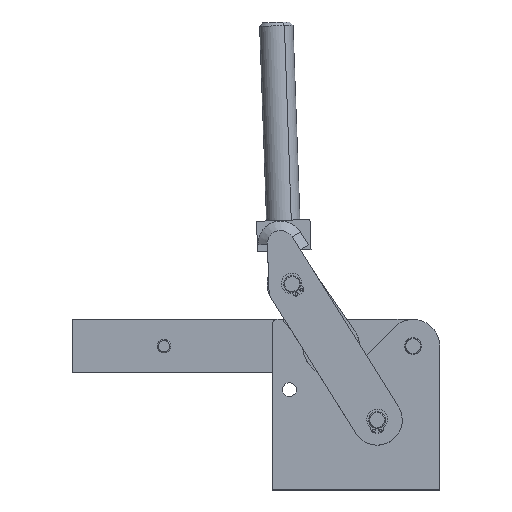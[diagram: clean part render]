
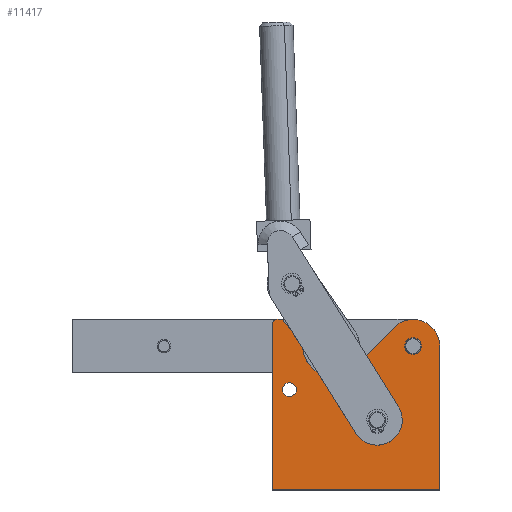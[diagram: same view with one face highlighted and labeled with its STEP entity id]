
A CAD part, top view. The second image highlights one B-rep face of the part: STEP entity #11417.
In plain terms, the highlighted planar face has unit normal (0, 0, 1).
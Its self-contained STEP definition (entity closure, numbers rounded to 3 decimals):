
#49=CARTESIAN_POINT('',(-46.127,-10.497,10.0));
#50=VERTEX_POINT('',#49);
#59=CARTESIAN_POINT('',(-37.727,-10.497,10.0));
#60=VERTEX_POINT('',#59);
#61=CARTESIAN_POINT('',(-41.927,-10.497,10.0));
#62=DIRECTION('',(0.0,0.0,-1.0));
#63=DIRECTION('',(-1.0,0.0,0.0));
#64=AXIS2_PLACEMENT_3D('',#61,#62,#63);
#65=CIRCLE('',#64,4.2);
#66=EDGE_CURVE('',#60,#50,#65,.T.);
#135=CARTESIAN_POINT('',(-51.194,30.77,10.0));
#136=VERTEX_POINT('',#135);
#152=CARTESIAN_POINT('',(-51.927,29.003,10.0));
#153=VERTEX_POINT('',#152);
#160=CARTESIAN_POINT('',(-49.427,29.003,10.0));
#161=DIRECTION('',(0.0,0.0,-1.));
#162=DIRECTION('',(-0.707,0.707,0.0));
#163=AXIS2_PLACEMENT_3D('',#160,#161,#162);
#164=CIRCLE('',#163,2.5);
#165=EDGE_CURVE('',#153,#136,#164,.T.);
#177=CARTESIAN_POINT('',(-46.058,31.24,10.0));
#178=VERTEX_POINT('',#177);
#194=CARTESIAN_POINT('',(-47.173,31.503,10.0));
#195=VERTEX_POINT('',#194);
#202=CARTESIAN_POINT('',(-47.173,29.003,10.0));
#203=DIRECTION('',(0.0,0.0,-1.));
#204=DIRECTION('',(0.446,0.895,0.0));
#205=AXIS2_PLACEMENT_3D('',#202,#203,#204);
#206=CIRCLE('',#205,2.5);
#207=EDGE_CURVE('',#195,#178,#206,.T.);
#895=CARTESIAN_POINT('',(27.073,15.503,10.0));
#896=VERTEX_POINT('',#895);
#905=CARTESIAN_POINT('',(37.073,15.503,10.0));
#906=VERTEX_POINT('',#905);
#907=CARTESIAN_POINT('',(32.073,15.503,10.0));
#908=DIRECTION('',(0.0,0.0,-1.0));
#909=DIRECTION('',(-1.0,0.0,0.0));
#910=AXIS2_PLACEMENT_3D('',#907,#908,#909);
#911=CIRCLE('',#910,5.0);
#912=EDGE_CURVE('',#906,#896,#911,.T.);
#8815=CARTESIAN_POINT('',(32.073,15.503,10.0));
#8816=DIRECTION('',(0.0,0.0,-1.0));
#8817=DIRECTION('',(-1.0,0.0,0.0));
#8818=AXIS2_PLACEMENT_3D('',#8815,#8816,#8817);
#8819=CIRCLE('',#8818,5.0);
#8820=EDGE_CURVE('',#896,#906,#8819,.T.);
#9642=CARTESIAN_POINT('',(3.994,10.051,10.));
#9643=VERTEX_POINT('',#9642);
#9658=CARTESIAN_POINT('',(-25.075,-0.048,10.));
#9659=VERTEX_POINT('',#9658);
#9667=CARTESIAN_POINT('',(-33.959,14.153,10.));
#9668=VERTEX_POINT('',#9667);
#9684=CARTESIAN_POINT('',(-39.37,22.802,10.));
#9685=VERTEX_POINT('',#9684);
#10637=CARTESIAN_POINT('',(-49.427,31.503,10.0));
#10638=VERTEX_POINT('',#10637);
#10645=CARTESIAN_POINT('',(-49.427,31.503,10.0));
#10646=DIRECTION('',(1.0,0.0,0.0));
#10647=VECTOR('',#10646,2.254);
#10648=LINE('',#10645,#10647);
#10649=EDGE_CURVE('',#10638,#195,#10648,.T.);
#10888=CARTESIAN_POINT('',(20.76,26.816,10.0));
#10889=VERTEX_POINT('',#10888);
#10896=CARTESIAN_POINT('',(48.073,15.503,10.0));
#10897=VERTEX_POINT('',#10896);
#10898=CARTESIAN_POINT('',(32.073,15.503,10.0));
#10899=DIRECTION('',(0.0,0.0,-1.0));
#10900=DIRECTION('',(1.0,0.0,0.0));
#10901=AXIS2_PLACEMENT_3D('',#10898,#10899,#10900);
#10902=CIRCLE('',#10901,16.0);
#10903=EDGE_CURVE('',#10889,#10897,#10902,.T.);
#10937=CARTESIAN_POINT('',(48.073,-70.497,10.0));
#10938=VERTEX_POINT('',#10937);
#10939=CARTESIAN_POINT('',(48.073,15.503,10.0));
#10940=DIRECTION('',(0.0,-1.0,0.0));
#10941=VECTOR('',#10940,86.);
#10942=LINE('',#10939,#10941);
#10943=EDGE_CURVE('',#10897,#10938,#10942,.T.);
#11221=CARTESIAN_POINT('',(-33.959,14.153,10.));
#11222=DIRECTION('',(-0.53,0.848,0.));
#11223=VECTOR('',#11222,10.202);
#11224=LINE('',#11221,#11223);
#11225=EDGE_CURVE('',#9668,#9685,#11224,.T.);
#11228=CARTESIAN_POINT('',(-2.143,-36.703,10.));
#11229=VERTEX_POINT('',#11228);
#11230=CARTESIAN_POINT('',(-2.143,-36.703,10.));
#11231=DIRECTION('',(-0.53,0.848,0.));
#11232=VECTOR('',#11231,43.237);
#11233=LINE('',#11230,#11232);
#11234=EDGE_CURVE('',#11229,#9659,#11233,.T.);
#11268=CARTESIAN_POINT('',(23.29,-20.792,10.));
#11269=VERTEX_POINT('',#11268);
#11276=CARTESIAN_POINT('',(3.994,10.051,10.));
#11277=DIRECTION('',(0.53,-0.848,0.));
#11278=VECTOR('',#11277,36.381);
#11279=LINE('',#11276,#11278);
#11280=EDGE_CURVE('',#9643,#11269,#11279,.T.);
#11302=CARTESIAN_POINT('',(10.573,-28.747,10.));
#11303=DIRECTION('',(0.,0.,-1.));
#11304=DIRECTION('',(-0.848,-0.53,0.));
#11305=AXIS2_PLACEMENT_3D('',#11302,#11303,#11304);
#11306=CIRCLE('',#11305,15.0);
#11307=EDGE_CURVE('',#11269,#11229,#11306,.T.);
#11338=CARTESIAN_POINT('',(-3.888,-21.278,10.0));
#11339=DIRECTION('',(0.0,0.0,1.0));
#11340=DIRECTION('',(1.0,0.0,0.0));
#11341=AXIS2_PLACEMENT_3D('',#11338,#11339,#11340);
#11342=PLANE('',#11341);
#11343=ORIENTED_EDGE('',*,*,#11225,.T.);
#11344=CARTESIAN_POINT('',(-45.177,30.507,10.0));
#11345=VERTEX_POINT('',#11344);
#11346=CARTESIAN_POINT('',(-45.177,30.507,10.0));
#11347=DIRECTION('',(0.602,-0.799,0.));
#11348=VECTOR('',#11347,9.648);
#11349=LINE('',#11346,#11348);
#11350=EDGE_CURVE('',#11345,#9685,#11349,.T.);
#11351=ORIENTED_EDGE('',*,*,#11350,.F.);
#11352=CARTESIAN_POINT('',(-47.173,29.003,10.0));
#11353=DIRECTION('',(0.0,0.0,-1.));
#11354=DIRECTION('',(0.446,0.895,0.0));
#11355=AXIS2_PLACEMENT_3D('',#11352,#11353,#11354);
#11356=CIRCLE('',#11355,2.5);
#11357=EDGE_CURVE('',#178,#11345,#11356,.T.);
#11358=ORIENTED_EDGE('',*,*,#11357,.F.);
#11359=ORIENTED_EDGE('',*,*,#207,.F.);
#11360=ORIENTED_EDGE('',*,*,#10649,.F.);
#11361=CARTESIAN_POINT('',(-49.427,29.003,10.0));
#11362=DIRECTION('',(0.0,0.0,-1.));
#11363=DIRECTION('',(-0.707,0.707,0.0));
#11364=AXIS2_PLACEMENT_3D('',#11361,#11362,#11363);
#11365=CIRCLE('',#11364,2.5);
#11366=EDGE_CURVE('',#136,#10638,#11365,.T.);
#11367=ORIENTED_EDGE('',*,*,#11366,.F.);
#11368=ORIENTED_EDGE('',*,*,#165,.F.);
#11369=CARTESIAN_POINT('',(-51.927,-70.497,10.0));
#11370=VERTEX_POINT('',#11369);
#11371=CARTESIAN_POINT('',(-51.927,-70.497,10.0));
#11372=DIRECTION('',(0.0,1.0,0.0));
#11373=VECTOR('',#11372,99.5);
#11374=LINE('',#11371,#11373);
#11375=EDGE_CURVE('',#11370,#153,#11374,.T.);
#11376=ORIENTED_EDGE('',*,*,#11375,.F.);
#11377=CARTESIAN_POINT('',(48.073,-70.497,10.0));
#11378=DIRECTION('',(-1.0,0.0,0.0));
#11379=VECTOR('',#11378,100.0);
#11380=LINE('',#11377,#11379);
#11381=EDGE_CURVE('',#10938,#11370,#11380,.T.);
#11382=ORIENTED_EDGE('',*,*,#11381,.F.);
#11383=ORIENTED_EDGE('',*,*,#10943,.F.);
#11384=ORIENTED_EDGE('',*,*,#10903,.F.);
#11385=CARTESIAN_POINT('',(3.994,10.051,10.));
#11386=DIRECTION('',(0.707,0.707,0.));
#11387=VECTOR('',#11386,23.71);
#11388=LINE('',#11385,#11387);
#11389=EDGE_CURVE('',#9643,#10889,#11388,.T.);
#11390=ORIENTED_EDGE('',*,*,#11389,.F.);
#11391=ORIENTED_EDGE('',*,*,#11280,.T.);
#11392=ORIENTED_EDGE('',*,*,#11307,.T.);
#11393=ORIENTED_EDGE('',*,*,#11234,.T.);
#11394=CARTESIAN_POINT('',(-16.01,15.503,10.0));
#11395=DIRECTION('',(0.0,0.0,1.0));
#11396=DIRECTION('',(1.,-0.01,0.0));
#11397=AXIS2_PLACEMENT_3D('',#11394,#11395,#11396);
#11398=CIRCLE('',#11397,18.);
#11399=EDGE_CURVE('',#9668,#9659,#11398,.T.);
#11400=ORIENTED_EDGE('',*,*,#11399,.F.);
#11401=EDGE_LOOP('',(#11343,#11351,#11358,#11359,#11360,#11367,#11368,#11376,#11382,#11383,#11384,#11390,#11391,#11392,#11393,#11400));
#11402=FACE_OUTER_BOUND('',#11401,.T.);
#11403=ORIENTED_EDGE('',*,*,#66,.T.);
#11404=CARTESIAN_POINT('',(-41.927,-10.497,10.0));
#11405=DIRECTION('',(0.0,0.0,-1.0));
#11406=DIRECTION('',(-1.0,0.0,0.0));
#11407=AXIS2_PLACEMENT_3D('',#11404,#11405,#11406);
#11408=CIRCLE('',#11407,4.2);
#11409=EDGE_CURVE('',#50,#60,#11408,.T.);
#11410=ORIENTED_EDGE('',*,*,#11409,.T.);
#11411=EDGE_LOOP('',(#11403,#11410));
#11412=FACE_BOUND('',#11411,.T.);
#11413=ORIENTED_EDGE('',*,*,#912,.T.);
#11414=ORIENTED_EDGE('',*,*,#8820,.T.);
#11415=EDGE_LOOP('',(#11413,#11414));
#11416=FACE_BOUND('',#11415,.T.);
#11417=ADVANCED_FACE('',(#11402,#11412,#11416),#11342,.T.);
